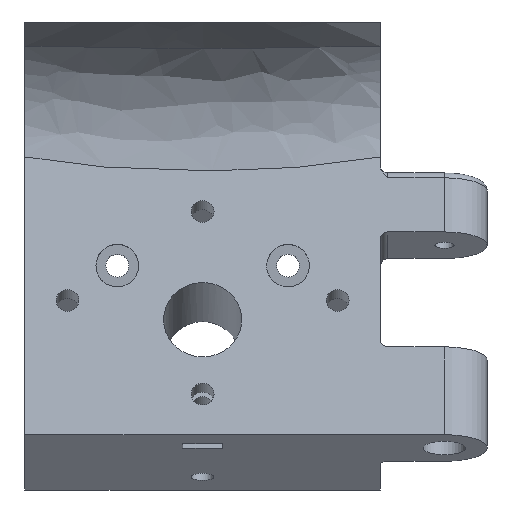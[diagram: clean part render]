
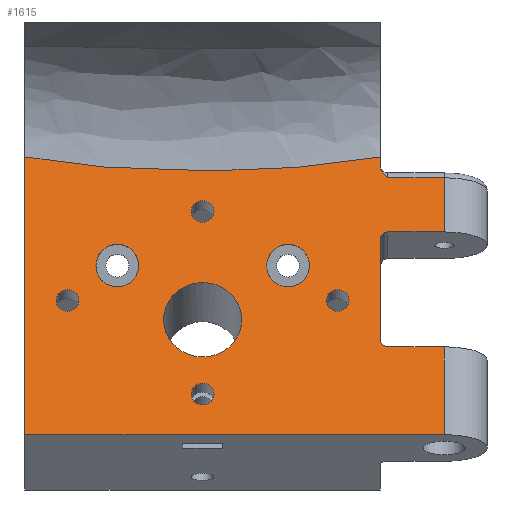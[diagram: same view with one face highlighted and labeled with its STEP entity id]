
A CAD part, top view. The second image highlights one B-rep face of the part: STEP entity #1615.
In plain terms, the highlighted planar face has unit normal (0, 0.309, 0.951).
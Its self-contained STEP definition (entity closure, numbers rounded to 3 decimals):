
#18=FACE_BOUND('',#591,.T.);
#19=FACE_BOUND('',#592,.T.);
#20=FACE_BOUND('',#593,.T.);
#21=FACE_BOUND('',#594,.T.);
#22=FACE_BOUND('',#595,.T.);
#23=FACE_BOUND('',#596,.T.);
#24=FACE_BOUND('',#597,.T.);
#60=PLANE('',#1747);
#118=ELLIPSE('',#1753,3.154,3.);
#119=ELLIPSE('',#1754,3.154,3.);
#121=B_SPLINE_CURVE_WITH_KNOTS('',3,(#2352,#2353,#2354,#2355,#2356,#2357),
 .UNSPECIFIED.,.F.,.F.,(4,2,4),(0.506,0.582,0.7),
 .UNSPECIFIED.);
#124=B_SPLINE_CURVE_WITH_KNOTS('',3,(#2465,#2466,#2467,#2468,#2469,#2470,
#2471,#2472,#2473),.UNSPECIFIED.,.F.,.F.,(4,1,1,1,1,1,4),(0.317,
0.809,1.617,3.234,4.043,4.852,
5.343),.UNSPECIFIED.);
#134=LINE('',#2393,#294);
#142=LINE('',#2417,#302);
#148=LINE('',#2436,#308);
#149=LINE('',#2442,#309);
#155=LINE('',#2461,#315);
#156=LINE('',#2475,#316);
#157=LINE('',#2477,#317);
#158=LINE('',#2478,#318);
#159=LINE('',#2479,#319);
#294=VECTOR('',#1912,10.);
#302=VECTOR('',#1922,10.);
#308=VECTOR('',#1942,10.);
#309=VECTOR('',#1949,10.);
#315=VECTOR('',#1971,10.);
#316=VECTOR('',#1976,10.);
#317=VECTOR('',#1977,10.);
#318=VECTOR('',#1978,10.);
#319=VECTOR('',#1979,10.);
#494=FACE_OUTER_BOUND('',#590,.T.);
#590=EDGE_LOOP('',(#1219,#1220,#1221,#1222,#1223,#1224,#1225,#1226,#1227,
#1228,#1229,#1230,#1231));
#591=EDGE_LOOP('',(#1232));
#592=EDGE_LOOP('',(#1233));
#593=EDGE_LOOP('',(#1234));
#594=EDGE_LOOP('',(#1235));
#595=EDGE_LOOP('',(#1236));
#596=EDGE_LOOP('',(#1237));
#597=EDGE_LOOP('',(#1238));
#714=CIRCLE('',#1723,1.);
#716=CIRCLE('',#1732,1.);
#724=CIRCLE('',#1748,1.6);
#725=CIRCLE('',#1749,1.6);
#726=CIRCLE('',#1750,1.6);
#727=CIRCLE('',#1751,1.6);
#728=CIRCLE('',#1752,5.5);
#766=VERTEX_POINT('',#2350);
#767=VERTEX_POINT('',#2351);
#774=VERTEX_POINT('',#2383);
#775=VERTEX_POINT('',#2385);
#776=VERTEX_POINT('',#2392);
#783=VERTEX_POINT('',#2408);
#786=VERTEX_POINT('',#2425);
#789=VERTEX_POINT('',#2435);
#791=VERTEX_POINT('',#2441);
#796=VERTEX_POINT('',#2460);
#797=VERTEX_POINT('',#2464);
#798=VERTEX_POINT('',#2474);
#799=VERTEX_POINT('',#2476);
#800=VERTEX_POINT('',#2480);
#801=VERTEX_POINT('',#2482);
#802=VERTEX_POINT('',#2484);
#803=VERTEX_POINT('',#2486);
#804=VERTEX_POINT('',#2488);
#805=VERTEX_POINT('',#2490);
#806=VERTEX_POINT('',#2492);
#916=EDGE_CURVE('',#766,#767,#121,.T.);
#927=EDGE_CURVE('',#774,#775,#714,.T.);
#931=EDGE_CURVE('',#776,#775,#134,.T.);
#940=EDGE_CURVE('',#766,#783,#142,.T.);
#944=EDGE_CURVE('',#776,#786,#716,.T.);
#949=EDGE_CURVE('',#786,#789,#148,.T.);
#952=EDGE_CURVE('',#767,#791,#149,.T.);
#962=EDGE_CURVE('',#796,#791,#155,.T.);
#964=EDGE_CURVE('',#797,#783,#124,.T.);
#965=EDGE_CURVE('',#797,#798,#156,.T.);
#966=EDGE_CURVE('',#798,#799,#157,.T.);
#967=EDGE_CURVE('',#799,#789,#158,.T.);
#968=EDGE_CURVE('',#774,#796,#159,.T.);
#969=EDGE_CURVE('',#800,#800,#724,.T.);
#970=EDGE_CURVE('',#801,#801,#725,.T.);
#971=EDGE_CURVE('',#802,#802,#726,.T.);
#972=EDGE_CURVE('',#803,#803,#727,.T.);
#973=EDGE_CURVE('',#804,#804,#728,.T.);
#974=EDGE_CURVE('',#805,#805,#118,.T.);
#975=EDGE_CURVE('',#806,#806,#119,.T.);
#1219=ORIENTED_EDGE('',*,*,#940,.T.);
#1220=ORIENTED_EDGE('',*,*,#964,.F.);
#1221=ORIENTED_EDGE('',*,*,#965,.T.);
#1222=ORIENTED_EDGE('',*,*,#966,.T.);
#1223=ORIENTED_EDGE('',*,*,#967,.T.);
#1224=ORIENTED_EDGE('',*,*,#949,.F.);
#1225=ORIENTED_EDGE('',*,*,#944,.F.);
#1226=ORIENTED_EDGE('',*,*,#931,.T.);
#1227=ORIENTED_EDGE('',*,*,#927,.F.);
#1228=ORIENTED_EDGE('',*,*,#968,.T.);
#1229=ORIENTED_EDGE('',*,*,#962,.T.);
#1230=ORIENTED_EDGE('',*,*,#952,.F.);
#1231=ORIENTED_EDGE('',*,*,#916,.F.);
#1232=ORIENTED_EDGE('',*,*,#969,.T.);
#1233=ORIENTED_EDGE('',*,*,#970,.T.);
#1234=ORIENTED_EDGE('',*,*,#971,.T.);
#1235=ORIENTED_EDGE('',*,*,#972,.T.);
#1236=ORIENTED_EDGE('',*,*,#973,.T.);
#1237=ORIENTED_EDGE('',*,*,#974,.T.);
#1238=ORIENTED_EDGE('',*,*,#975,.T.);
#1615=ADVANCED_FACE('',(#494,#18,#19,#20,#21,#22,#23,#24),#60,.T.);
#1723=AXIS2_PLACEMENT_3D('',#2386,#1902,#1903);
#1732=AXIS2_PLACEMENT_3D('',#2426,#1932,#1933);
#1747=AXIS2_PLACEMENT_3D('',#2463,#1974,#1975);
#1748=AXIS2_PLACEMENT_3D('',#2481,#1980,#1981);
#1749=AXIS2_PLACEMENT_3D('',#2483,#1982,#1983);
#1750=AXIS2_PLACEMENT_3D('',#2485,#1984,#1985);
#1751=AXIS2_PLACEMENT_3D('',#2487,#1986,#1987);
#1752=AXIS2_PLACEMENT_3D('',#2489,#1988,#1989);
#1753=AXIS2_PLACEMENT_3D('',#2491,#1990,#1991);
#1754=AXIS2_PLACEMENT_3D('',#2493,#1992,#1993);
#1902=DIRECTION('center_axis',(0.,0.309,0.951));
#1903=DIRECTION('ref_axis',(-0.707,0.672,-0.219));
#1912=DIRECTION('',(0.,0.951,-0.309));
#1922=DIRECTION('',(0.,0.951,-0.309));
#1932=DIRECTION('center_axis',(0.,0.309,0.951));
#1933=DIRECTION('ref_axis',(-0.707,-0.672,0.219));
#1942=DIRECTION('',(1.,0.,0.));
#1949=DIRECTION('',(1.,0.,0.));
#1971=DIRECTION('',(0.,0.951,-0.309));
#1974=DIRECTION('center_axis',(0.,0.309,0.951));
#1975=DIRECTION('ref_axis',(0.,-0.951,0.309));
#1976=DIRECTION('',(0.,-0.951,0.309));
#1977=DIRECTION('',(1.,0.,0.));
#1978=DIRECTION('',(0.,0.951,-0.309));
#1979=DIRECTION('',(1.,0.,0.));
#1980=DIRECTION('center_axis',(0.,-0.309,-0.951));
#1981=DIRECTION('ref_axis',(1.,0.,0.));
#1982=DIRECTION('center_axis',(0.,-0.309,-0.951));
#1983=DIRECTION('ref_axis',(1.,0.,0.));
#1984=DIRECTION('center_axis',(0.,-0.309,-0.951));
#1985=DIRECTION('ref_axis',(1.,0.,0.));
#1986=DIRECTION('center_axis',(0.,-0.309,-0.951));
#1987=DIRECTION('ref_axis',(1.,0.,0.));
#1988=DIRECTION('center_axis',(0.,-0.309,-0.951));
#1989=DIRECTION('ref_axis',(1.,0.,0.));
#1990=DIRECTION('center_axis',(0.,-0.309,-0.951));
#1991=DIRECTION('ref_axis',(0.,-0.951,0.309));
#1992=DIRECTION('center_axis',(0.,-0.309,-0.951));
#1993=DIRECTION('ref_axis',(0.,-0.951,0.309));
#2350=CARTESIAN_POINT('',(25.,-20.249,48.042));
#2351=CARTESIAN_POINT('',(26.,-21.897,48.577));
#2352=CARTESIAN_POINT('Ctrl Pts',(25.,-20.249,48.042));
#2353=CARTESIAN_POINT('Ctrl Pts',(25.,-20.492,48.121));
#2354=CARTESIAN_POINT('Ctrl Pts',(25.09,-20.77,48.211));
#2355=CARTESIAN_POINT('Ctrl Pts',(25.396,-21.311,48.387));
#2356=CARTESIAN_POINT('Ctrl Pts',(25.723,-21.633,48.492));
#2357=CARTESIAN_POINT('Ctrl Pts',(26.,-21.897,48.577));
#2383=CARTESIAN_POINT('',(26.,-29.505,51.049));
#2385=CARTESIAN_POINT('',(25.,-30.456,51.358));
#2386=CARTESIAN_POINT('Origin',(26.,-30.456,51.358));
#2392=CARTESIAN_POINT('',(25.,-44.722,55.994));
#2393=CARTESIAN_POINT('',(25.,-23.156,48.987));
#2408=CARTESIAN_POINT('',(25.,-18.947,47.619));
#2417=CARTESIAN_POINT('',(25.,-23.156,48.987));
#2425=CARTESIAN_POINT('',(26.,-45.673,56.303));
#2426=CARTESIAN_POINT('Origin',(26.,-44.722,55.994));
#2435=CARTESIAN_POINT('',(34.,-45.673,56.303));
#2436=CARTESIAN_POINT('',(25.,-45.673,56.303));
#2441=CARTESIAN_POINT('',(34.,-21.897,48.577));
#2442=CARTESIAN_POINT('',(16.25,-21.897,48.577));
#2460=CARTESIAN_POINT('',(34.,-29.505,51.049));
#2461=CARTESIAN_POINT('',(34.,-29.505,51.049));
#2463=CARTESIAN_POINT('Origin',(0.,-10.,44.712));
#2464=CARTESIAN_POINT('',(-25.,-18.947,47.619));
#2465=CARTESIAN_POINT('Ctrl Pts',(-25.,-18.948,47.619));
#2466=CARTESIAN_POINT('Ctrl Pts',(-23.392,-19.245,47.716));
#2467=CARTESIAN_POINT('Ctrl Pts',(-19.11,-19.908,47.931));
#2468=CARTESIAN_POINT('Ctrl Pts',(-9.438,-20.824,48.229));
#2469=CARTESIAN_POINT('Ctrl Pts',(1.352,-21.035,48.297));
#2470=CARTESIAN_POINT('Ctrl Pts',(12.118,-20.576,48.148));
#2471=CARTESIAN_POINT('Ctrl Pts',(19.11,-19.906,47.931));
#2472=CARTESIAN_POINT('Ctrl Pts',(23.392,-19.244,47.715));
#2473=CARTESIAN_POINT('Ctrl Pts',(25.,-18.947,47.619));
#2474=CARTESIAN_POINT('',(-25.,-58.037,60.32));
#2475=CARTESIAN_POINT('',(-25.,-47.174,56.791));
#2476=CARTESIAN_POINT('',(34.,-58.037,60.32));
#2477=CARTESIAN_POINT('',(0.,-58.037,60.32));
#2478=CARTESIAN_POINT('',(34.,-58.037,60.32));
#2479=CARTESIAN_POINT('',(25.,-29.505,51.049));
#2480=CARTESIAN_POINT('',(-1.6,-52.318,58.462));
#2481=CARTESIAN_POINT('Origin',(0.,-52.318,
58.462));
#2482=CARTESIAN_POINT('',(-1.6,-26.628,50.115));
#2483=CARTESIAN_POINT('Origin',(0.,-26.628,50.115));
#2484=CARTESIAN_POINT('',(17.387,-39.131,54.177));
#2485=CARTESIAN_POINT('Origin',(18.987,-39.131,54.177));
#2486=CARTESIAN_POINT('',(-20.587,-39.131,54.177));
#2487=CARTESIAN_POINT('Origin',(-18.987,-39.131,54.177));
#2488=CARTESIAN_POINT('',(-5.5,-41.856,55.063));
#2489=CARTESIAN_POINT('Origin',(0.,-41.856,
55.063));
#2490=CARTESIAN_POINT('',(-15.,-34.242,52.589));
#2491=CARTESIAN_POINT('Origin',(-12.,-34.242,52.589));
#2492=CARTESIAN_POINT('',(9.,-34.242,52.589));
#2493=CARTESIAN_POINT('Origin',(12.,-34.242,52.589));
